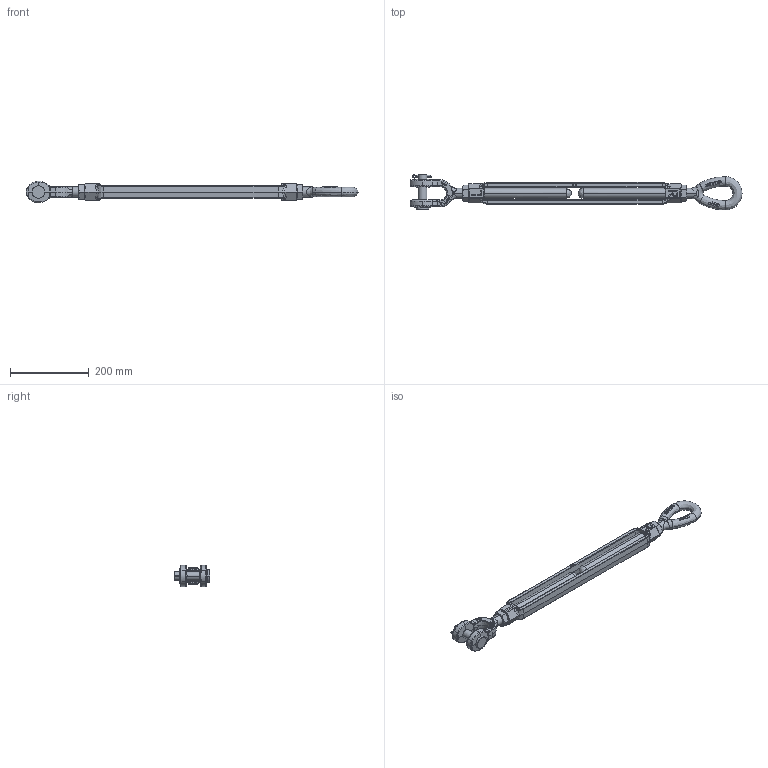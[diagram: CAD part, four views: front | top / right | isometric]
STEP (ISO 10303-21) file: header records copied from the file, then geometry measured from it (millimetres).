
FILE_DESCRIPTION(('STEP AP203'),'1');
FILE_NAME('SSGPGO2518.stp','2014-03-28T16:26:51',('TraceParts'),('TraceParts S.A.'),'XStep 1.0',' ',' ');
FILE_SCHEMA(('CONFIG_CONTROL_DESIGN'));
Length unit declared in the file: millimetre
Products named in the file (10): 1; 2; 3; 4; 5; 6; 7; 8; 9; 10
Bounding box: 841.49 x 90.63 x 54 mm (x, y, z)
Volume: 981470.4 mm3; surface area: 205777.2 mm2
Topology: 10 solids, 10 shells, 831 faces, 2141 edges, 1318 vertices
Faces by surface type: plane 316, bspline 300, cylinder 157, cone 58
Entity records: 44267 total; most frequent: CARTESIAN_POINT 26609, ORIENTED_EDGE 4220, DIRECTION 2624, EDGE_CURVE 2110, VERTEX_POINT 1318, AXIS2_PLACEMENT_3D 888, EDGE_LOOP 866, LINE 848
